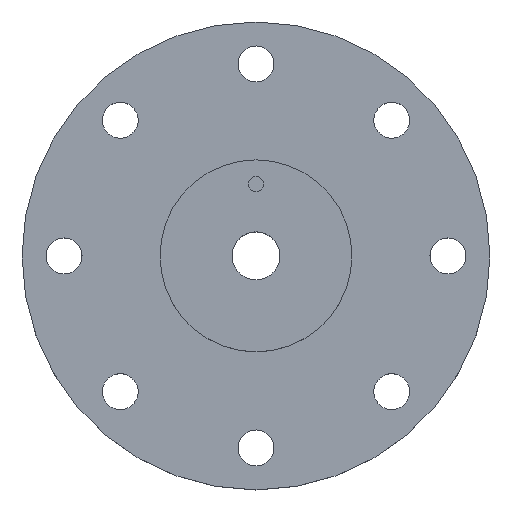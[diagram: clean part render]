
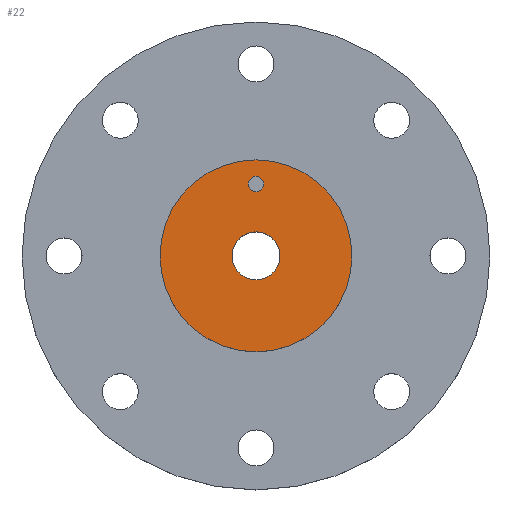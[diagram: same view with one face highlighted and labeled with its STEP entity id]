
A CAD part, top view. The second image highlights one B-rep face of the part: STEP entity #22.
In plain terms, the highlighted planar face has unit normal (0, 0, 1).
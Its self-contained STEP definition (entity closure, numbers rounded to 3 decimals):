
#8 = CIRCLE ( 'NONE', #567, 0.323 ) ;
#14 = CARTESIAN_POINT ( 'NONE',  ( 0., 12., 22. ) ) ;
#22 = ADVANCED_FACE ( 'NONE', ( #940, #162, #493 ), #556, .T. ) ;
#29 = EDGE_CURVE ( 'NONE', #576, #284, #34, .T. ) ;
#34 = CIRCLE ( 'NONE', #845, 4. ) ;
#40 = VERTEX_POINT ( 'NONE', #482 ) ;
#50 = DIRECTION ( 'NONE',  ( 1., 0., 0. ) ) ;
#67 = CIRCLE ( 'NONE', #723, 4. ) ;
#142 = EDGE_CURVE ( 'NONE', #284, #576, #67, .T. ) ;
#151 = VERTEX_POINT ( 'NONE', #985 ) ;
#162 = FACE_BOUND ( 'NONE', #331, .T. ) ;
#170 = CARTESIAN_POINT ( 'NONE',  ( 0., 12., 22. ) ) ;
#171 = CIRCLE ( 'NONE', #777, 0.323 ) ;
#189 = ORIENTED_EDGE ( 'NONE', *, *, #343, .F. ) ;
#193 = CARTESIAN_POINT ( 'NONE',  ( 0., 12., 22. ) ) ;
#240 = DIRECTION ( 'NONE',  ( 1., 0., 0. ) ) ;
#243 = CARTESIAN_POINT ( 'NONE',  ( 0., 14.99, 22. ) ) ;
#244 = CIRCLE ( 'NONE', #698, 1. ) ;
#247 = ORIENTED_EDGE ( 'NONE', *, *, #732, .F. ) ;
#251 = DIRECTION ( 'NONE',  ( 0., 0., 1. ) ) ;
#256 = CARTESIAN_POINT ( 'NONE',  ( -1., 12., 22. ) ) ;
#274 = CARTESIAN_POINT ( 'NONE',  ( 4., 12., 22. ) ) ;
#283 = ORIENTED_EDGE ( 'NONE', *, *, #142, .T. ) ;
#284 = VERTEX_POINT ( 'NONE', #386 ) ;
#315 = DIRECTION ( 'NONE',  ( 0., 0., 1. ) ) ;
#331 = EDGE_LOOP ( 'NONE', ( #189, #247 ) ) ;
#337 = EDGE_LOOP ( 'NONE', ( #515, #427 ) ) ;
#343 = EDGE_CURVE ( 'NONE', #151, #40, #171, .T. ) ;
#386 = CARTESIAN_POINT ( 'NONE',  ( -4., 12., 22. ) ) ;
#396 = DIRECTION ( 'NONE',  ( 1., 0., 0. ) ) ;
#427 = ORIENTED_EDGE ( 'NONE', *, *, #447, .F. ) ;
#429 = DIRECTION ( 'NONE',  ( 0., 0., 1. ) ) ;
#431 = DIRECTION ( 'NONE',  ( 0., 0., 1. ) ) ;
#447 = EDGE_CURVE ( 'NONE', #889, #522, #963, .T. ) ;
#482 = CARTESIAN_POINT ( 'NONE',  ( -0.323, 14.99, 22. ) ) ;
#493 = FACE_BOUND ( 'NONE', #337, .T. ) ;
#515 = ORIENTED_EDGE ( 'NONE', *, *, #655, .F. ) ;
#522 = VERTEX_POINT ( 'NONE', #566 ) ;
#531 = ORIENTED_EDGE ( 'NONE', *, *, #29, .T. ) ;
#544 = DIRECTION ( 'NONE',  ( 1., 0., 0. ) ) ;
#556 = PLANE ( 'NONE',  #779 ) ;
#566 = CARTESIAN_POINT ( 'NONE',  ( 1., 12., 22. ) ) ;
#567 = AXIS2_PLACEMENT_3D ( 'NONE', #839, #692, #544 ) ;
#576 = VERTEX_POINT ( 'NONE', #274 ) ;
#655 = EDGE_CURVE ( 'NONE', #522, #889, #244, .T. ) ;
#692 = DIRECTION ( 'NONE',  ( 0., 0., 1. ) ) ;
#698 = AXIS2_PLACEMENT_3D ( 'NONE', #193, #429, #50 ) ;
#702 = DIRECTION ( 'NONE',  ( 0., 0., 1. ) ) ;
#719 = DIRECTION ( 'NONE',  ( 1., 0., 0. ) ) ;
#722 = DIRECTION ( 'NONE',  ( 0., 0., 1. ) ) ;
#723 = AXIS2_PLACEMENT_3D ( 'NONE', #907, #431, #736 ) ;
#732 = EDGE_CURVE ( 'NONE', #40, #151, #8, .T. ) ;
#736 = DIRECTION ( 'NONE',  ( 1., 0., 0. ) ) ;
#744 = EDGE_LOOP ( 'NONE', ( #283, #531 ) ) ;
#770 = AXIS2_PLACEMENT_3D ( 'NONE', #791, #722, #719 ) ;
#777 = AXIS2_PLACEMENT_3D ( 'NONE', #243, #702, #396 ) ;
#779 = AXIS2_PLACEMENT_3D ( 'NONE', #14, #251, #795 ) ;
#791 = CARTESIAN_POINT ( 'NONE',  ( 0., 12., 22. ) ) ;
#795 = DIRECTION ( 'NONE',  ( 1., 0., 0. ) ) ;
#839 = CARTESIAN_POINT ( 'NONE',  ( 0., 14.99, 22. ) ) ;
#845 = AXIS2_PLACEMENT_3D ( 'NONE', #170, #315, #240 ) ;
#889 = VERTEX_POINT ( 'NONE', #256 ) ;
#907 = CARTESIAN_POINT ( 'NONE',  ( 0., 12., 22. ) ) ;
#940 = FACE_OUTER_BOUND ( 'NONE', #744, .T. ) ;
#963 = CIRCLE ( 'NONE', #770, 1. ) ;
#985 = CARTESIAN_POINT ( 'NONE',  ( 0.323, 14.99, 22. ) ) ;
